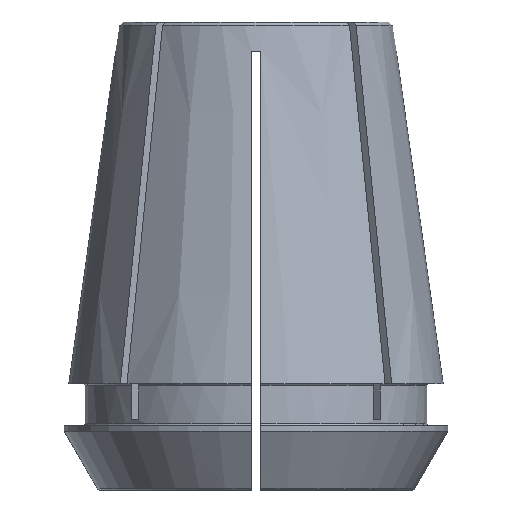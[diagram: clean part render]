
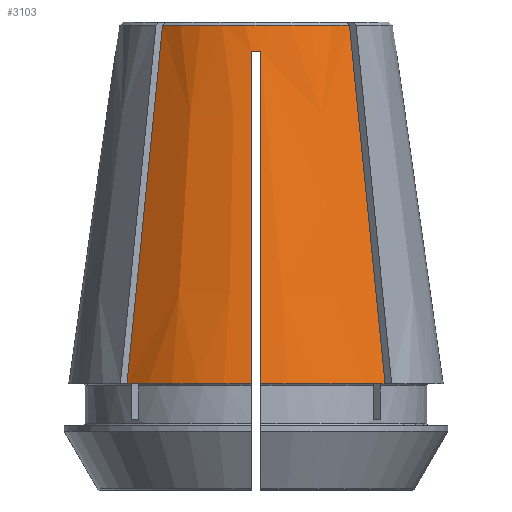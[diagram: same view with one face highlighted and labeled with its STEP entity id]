
A CAD part, front view. The second image highlights one B-rep face of the part: STEP entity #3103.
In plain terms, the highlighted conical face has half-angle 8 degrees and reference radius 11.657 mm.
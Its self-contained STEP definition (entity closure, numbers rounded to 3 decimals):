
#30=CONICAL_SURFACE('',#3418,11.657,0.14);
#80=B_SPLINE_CURVE_WITH_KNOTS('',3,(#5240,#5241,#5242,#5243,#5244,#5245,
#5246),.UNSPECIFIED.,.F.,.F.,(4,3,4),(0.,0.021,
0.031),.UNSPECIFIED.);
#86=B_SPLINE_CURVE_WITH_KNOTS('',3,(#5312,#5313,#5314,#5315,#5316,#5317,
#5318,#5319,#5320,#5321),.UNSPECIFIED.,.F.,.F.,(4,3,3,4),(0.018,
0.022,0.044,0.047),.UNSPECIFIED.);
#95=B_SPLINE_CURVE_WITH_KNOTS('',3,(#5477,#5478,#5479,#5480),
 .UNSPECIFIED.,.F.,.F.,(4,4),(0.,0.031),
 .UNSPECIFIED.);
#96=B_SPLINE_CURVE_WITH_KNOTS('',3,(#5483,#5484,#5485,#5486,#5487,#5488,
#5489,#5490,#5491,#5492),.UNSPECIFIED.,.F.,.F.,(4,3,3,4),(0.018,
0.022,0.044,0.047),.UNSPECIFIED.);
#1368=ORIENTED_EDGE('',*,*,#2087,.T.);
#1369=ORIENTED_EDGE('',*,*,#2088,.T.);
#1370=ORIENTED_EDGE('',*,*,#2085,.F.);
#1371=ORIENTED_EDGE('',*,*,#1999,.T.);
#1372=ORIENTED_EDGE('',*,*,#2089,.T.);
#1373=ORIENTED_EDGE('',*,*,#2090,.F.);
#1374=ORIENTED_EDGE('',*,*,#2029,.F.);
#1375=ORIENTED_EDGE('',*,*,#2026,.T.);
#1999=EDGE_CURVE('',#2393,#2392,#80,.T.);
#2026=EDGE_CURVE('',#2412,#2411,#86,.T.);
#2029=EDGE_CURVE('',#2412,#2414,#2590,.T.);
#2085=EDGE_CURVE('',#2393,#2447,#2601,.T.);
#2087=EDGE_CURVE('',#2411,#2448,#2602,.T.);
#2088=EDGE_CURVE('',#2448,#2447,#95,.T.);
#2089=EDGE_CURVE('',#2392,#2449,#2603,.T.);
#2090=EDGE_CURVE('',#2414,#2449,#96,.T.);
#2392=VERTEX_POINT('',#5239);
#2393=VERTEX_POINT('',#5247);
#2411=VERTEX_POINT('',#5311);
#2412=VERTEX_POINT('',#5322);
#2414=VERTEX_POINT('',#5328);
#2447=VERTEX_POINT('',#5472);
#2448=VERTEX_POINT('',#5476);
#2449=VERTEX_POINT('',#5482);
#2590=CIRCLE('',#3394,12.009);
#2601=CIRCLE('',#3417,11.699);
#2602=CIRCLE('',#3419,16.);
#2603=CIRCLE('',#3420,16.);
#2743=EDGE_LOOP('',(#1368,#1369,#1370,#1371,#1372,#1373,#1374,#1375));
#2903=FACE_BOUND('',#2743,.T.);
#3103=ADVANCED_FACE('',(#2903),#30,.T.);
#3394=AXIS2_PLACEMENT_3D('',#5327,#4149,#4150);
#3417=AXIS2_PLACEMENT_3D('',#5471,#4232,#4233);
#3418=AXIS2_PLACEMENT_3D('',#5474,#4235,#4236);
#3419=AXIS2_PLACEMENT_3D('',#5475,#4237,#4238);
#3420=AXIS2_PLACEMENT_3D('',#5481,#4239,#4240);
#4149=DIRECTION('',(0.,0.,-1.));
#4150=DIRECTION('',(-1.,0.,0.));
#4232=DIRECTION('',(0.,0.,1.));
#4233=DIRECTION('',(1.,0.,0.));
#4235=DIRECTION('',(0.,0.,-1.));
#4236=DIRECTION('',(-1.,0.,0.));
#4237=DIRECTION('',(0.,0.,1.));
#4238=DIRECTION('',(1.,0.,0.));
#4239=DIRECTION('',(0.,0.,1.));
#4240=DIRECTION('',(1.,0.,0.));
#5239=CARTESIAN_POINT('',(-11.027,-11.593,3.6));
#5240=CARTESIAN_POINT('',(-7.985,-8.55,34.203));
#5241=CARTESIAN_POINT('',(-8.659,-9.225,27.423));
#5242=CARTESIAN_POINT('',(-9.333,-9.899,20.643));
#5243=CARTESIAN_POINT('',(-10.007,-10.573,13.864));
#5244=CARTESIAN_POINT('',(-10.347,-10.913,10.442));
#5245=CARTESIAN_POINT('',(-10.687,-11.253,7.021));
#5246=CARTESIAN_POINT('',(-11.027,-11.593,3.6));
#5247=CARTESIAN_POINT('',(-7.985,-8.55,34.203));
#5311=CARTESIAN_POINT('',(0.4,-15.995,3.6));
#5312=CARTESIAN_POINT('',(0.4,-12.002,32.));
#5313=CARTESIAN_POINT('',(0.4,-12.169,30.811));
#5314=CARTESIAN_POINT('',(0.4,-12.336,29.622));
#5315=CARTESIAN_POINT('',(0.4,-12.503,28.433));
#5316=CARTESIAN_POINT('',(0.4,-13.523,21.184));
#5317=CARTESIAN_POINT('',(0.4,-14.542,13.934));
#5318=CARTESIAN_POINT('',(0.4,-15.561,6.684));
#5319=CARTESIAN_POINT('',(0.4,-15.706,5.656));
#5320=CARTESIAN_POINT('',(0.4,-15.85,4.628));
#5321=CARTESIAN_POINT('',(0.4,-15.995,3.6));
#5322=CARTESIAN_POINT('',(0.4,-12.002,32.));
#5327=CARTESIAN_POINT('',(0.,0.,32.));
#5328=CARTESIAN_POINT('',(-0.4,-12.002,32.));
#5471=CARTESIAN_POINT('',(0.,0.,34.203));
#5472=CARTESIAN_POINT('',(7.985,-8.55,34.203));
#5474=CARTESIAN_POINT('',(0.,0.,34.5));
#5475=CARTESIAN_POINT('',(0.,0.,3.6));
#5476=CARTESIAN_POINT('',(11.027,-11.593,3.6));
#5477=CARTESIAN_POINT('',(11.027,-11.593,3.6));
#5478=CARTESIAN_POINT('',(10.013,-10.579,13.801));
#5479=CARTESIAN_POINT('',(8.999,-9.565,24.002));
#5480=CARTESIAN_POINT('',(7.985,-8.55,34.203));
#5481=CARTESIAN_POINT('',(0.,0.,3.6));
#5482=CARTESIAN_POINT('',(-0.4,-15.995,3.6));
#5483=CARTESIAN_POINT('',(-0.4,-12.002,32.));
#5484=CARTESIAN_POINT('',(-0.4,-12.169,30.811));
#5485=CARTESIAN_POINT('',(-0.4,-12.336,29.622));
#5486=CARTESIAN_POINT('',(-0.4,-12.503,28.433));
#5487=CARTESIAN_POINT('',(-0.4,-13.523,21.184));
#5488=CARTESIAN_POINT('',(-0.4,-14.542,13.934));
#5489=CARTESIAN_POINT('',(-0.4,-15.561,6.684));
#5490=CARTESIAN_POINT('',(-0.4,-15.706,5.656));
#5491=CARTESIAN_POINT('',(-0.4,-15.85,4.628));
#5492=CARTESIAN_POINT('',(-0.4,-15.995,3.6));
